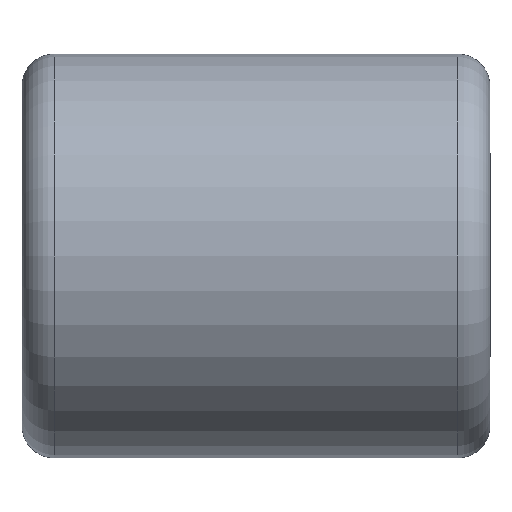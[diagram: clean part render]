
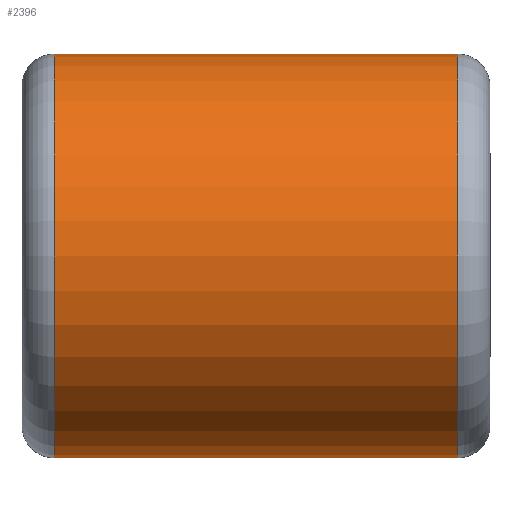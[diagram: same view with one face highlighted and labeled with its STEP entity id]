
A CAD part, front view. The second image highlights one B-rep face of the part: STEP entity #2396.
In plain terms, the highlighted cylindrical face has radius 41 mm (diameter 82 mm), a partial arc.
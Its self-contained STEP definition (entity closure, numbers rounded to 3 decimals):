
#69 = AXIS2_PLACEMENT_3D ( 'NONE', #4605, #1268, #4543 ) ;
#73 = EDGE_CURVE ( 'NONE', #1947, #3417, #306, .T. ) ;
#252 = LINE ( 'NONE', #2714, #3301 ) ;
#306 = CIRCLE ( 'NONE', #69, 41. ) ;
#337 = EDGE_CURVE ( 'NONE', #663, #3804, #588, .T. ) ;
#389 = DIRECTION ( 'NONE',  ( -1., 0., 0. ) ) ;
#461 = ORIENTED_EDGE ( 'NONE', *, *, #73, .T. ) ;
#475 = FACE_OUTER_BOUND ( 'NONE', #1675, .T. ) ;
#534 = EDGE_CURVE ( 'NONE', #3804, #1947, #3973, .T. ) ;
#588 = CIRCLE ( 'NONE', #1670, 41. ) ;
#663 = VERTEX_POINT ( 'NONE', #3090 ) ;
#1073 = CARTESIAN_POINT ( 'NONE',  ( -41., 0., 332.987 ) ) ;
#1268 = DIRECTION ( 'NONE',  ( 1., 0., 0. ) ) ;
#1280 = VECTOR ( 'NONE', #389, 1000. ) ;
#1293 = DIRECTION ( 'NONE',  ( -1., 0., 0. ) ) ;
#1402 = CARTESIAN_POINT ( 'NONE',  ( 41., 0., 332.987 ) ) ;
#1404 = CARTESIAN_POINT ( 'NONE',  ( -41., 0., 250.987 ) ) ;
#1670 = AXIS2_PLACEMENT_3D ( 'NONE', #2924, #3944, #4343 ) ;
#1675 = EDGE_LOOP ( 'NONE', ( #4108, #2663, #4574, #461 ) ) ;
#1921 = CYLINDRICAL_SURFACE ( 'NONE', #3410, 41. ) ;
#1947 = VERTEX_POINT ( 'NONE', #1073 ) ;
#2023 = DIRECTION ( 'NONE',  ( 0., 0., 1. ) ) ;
#2057 = CARTESIAN_POINT ( 'NONE',  ( -57.637, 0., 291.987 ) ) ;
#2166 = CARTESIAN_POINT ( 'NONE',  ( -57.637, 0., 332.987 ) ) ;
#2396 = ADVANCED_FACE ( 'NONE', ( #475 ), #1921, .T. ) ;
#2663 = ORIENTED_EDGE ( 'NONE', *, *, #337, .T. ) ;
#2714 = CARTESIAN_POINT ( 'NONE',  ( -57.637, 0., 250.987 ) ) ;
#2727 = EDGE_CURVE ( 'NONE', #663, #3417, #252, .T. ) ;
#2924 = CARTESIAN_POINT ( 'NONE',  ( 41., 0., 291.987 ) ) ;
#3090 = CARTESIAN_POINT ( 'NONE',  ( 41., 0., 250.987 ) ) ;
#3301 = VECTOR ( 'NONE', #1293, 1000. ) ;
#3410 = AXIS2_PLACEMENT_3D ( 'NONE', #2057, #4214, #2023 ) ;
#3417 = VERTEX_POINT ( 'NONE', #1404 ) ;
#3804 = VERTEX_POINT ( 'NONE', #1402 ) ;
#3944 = DIRECTION ( 'NONE',  ( -1., 0., 0. ) ) ;
#3973 = LINE ( 'NONE', #2166, #1280 ) ;
#4108 = ORIENTED_EDGE ( 'NONE', *, *, #2727, .F. ) ;
#4214 = DIRECTION ( 'NONE',  ( -1., 0., 0. ) ) ;
#4343 = DIRECTION ( 'NONE',  ( 0., 0., 1. ) ) ;
#4543 = DIRECTION ( 'NONE',  ( 0., 0., -1. ) ) ;
#4574 = ORIENTED_EDGE ( 'NONE', *, *, #534, .T. ) ;
#4605 = CARTESIAN_POINT ( 'NONE',  ( -41., 0., 291.987 ) ) ;
